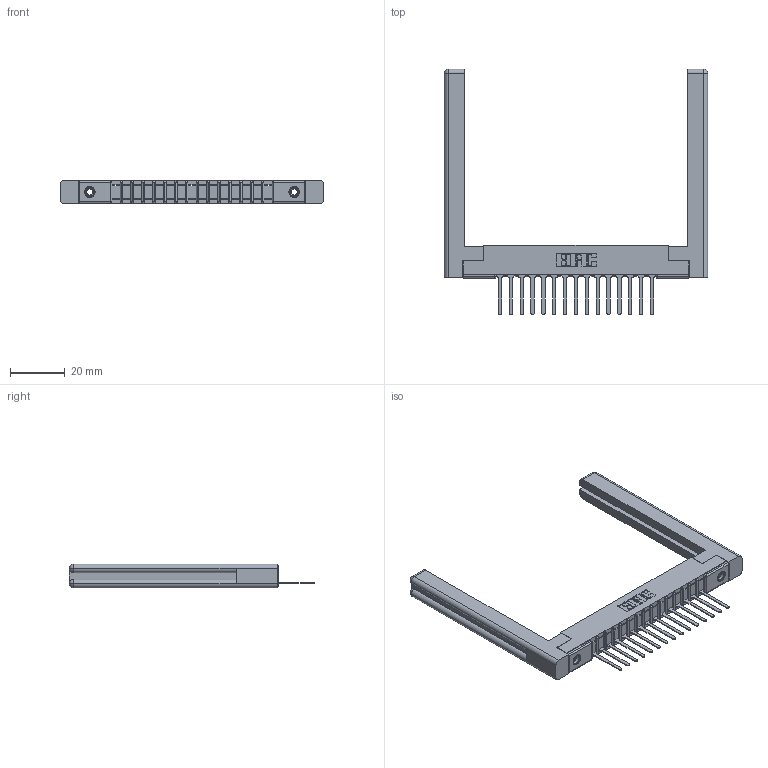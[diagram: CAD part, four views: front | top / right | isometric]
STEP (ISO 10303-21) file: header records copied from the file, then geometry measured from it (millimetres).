
FILE_DESCRIPTION (( 'STEP AP203' ), '1' );
FILE_NAME ('357-015-447-158.STEP', '2020-09-30T17:19:34', ( '' ), ( '' ), 'SwSTEP 2.0', 'SolidWorks 2020', '' );
FILE_SCHEMA (( 'CONFIG_CONTROL_DESIGN' ));
Length unit declared in the file: inch
Products named in the file (5): 357-015-447-158; 345-250-001_345-250-001-102; 307 Part_.156 Dia Mounting Holes; 307-290-001_547; 307-220-058
Assembly tree (20 placements, depth 2):
  357-015-447-158
    307 Part_.156 Dia Mounting Holes
    307-290-001_547  x15
    307-220-058  x2
    345-250-001_345-250-001-102  x2
Bounding box: 96.06 x 89.74 x 8.71 mm (x, y, z)
Volume: 13834.7 mm3; surface area: 14760.1 mm2
Topology: 20 solids, 20 shells, 1116 faces, 3107 edges, 1994 vertices
Faces by surface type: plane 709, cylinder 351, sphere 32, torus 12, cone 12
Entity records: 18789 total; most frequent: CARTESIAN_POINT 3163, ORIENTED_EDGE 3088, DIRECTION 3052, EDGE_CURVE 1544, VECTOR 1170, LINE 1170, VERTEX_POINT 998, AXIS2_PLACEMENT_3D 941
